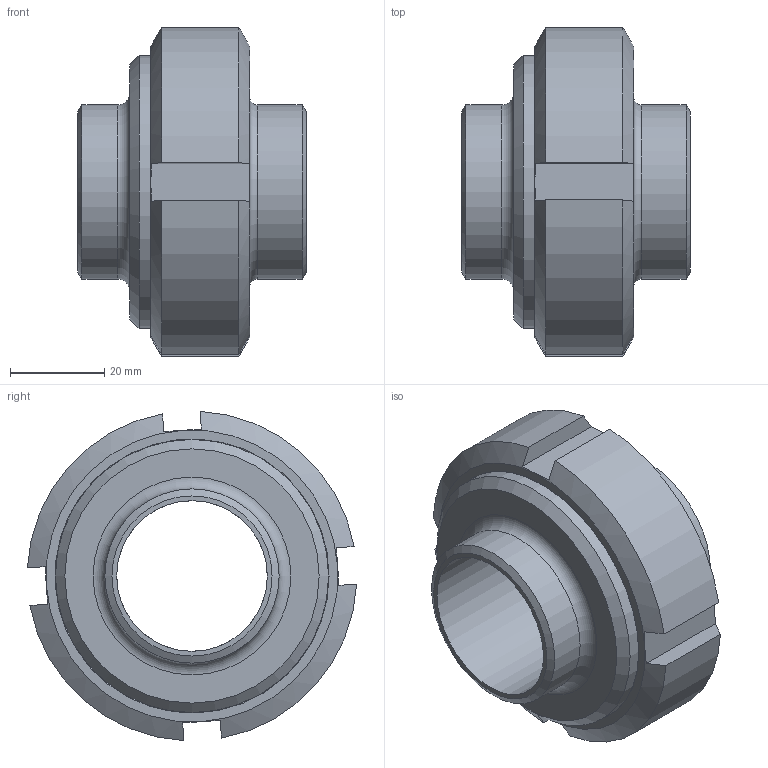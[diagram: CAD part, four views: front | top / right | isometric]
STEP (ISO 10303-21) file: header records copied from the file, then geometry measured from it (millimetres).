
FILE_DESCRIPTION(/* description */ (''),/* implementation_level */ '2;1');
FILE_NAME(/* name */ '20123032000.stp',/* time_stamp */ '2016-03-04T08:44:34+01:00',/* author */ ('Struska'),/* organization */ ('BUPOSPOL'),/* preprocessor_version */ 'ST-DEVELOPER v15.6',/* originating_system */ 'Autodesk Inventor 2015',/* authorisation */ '');
FILE_SCHEMA (('CONFIG_CONTROL_DESIGN'));
Length unit declared in the file: millimetre
Products named in the file (1): 20123032000
Bounding box: 48.5 x 69.91 x 69.91 mm (x, y, z)
Volume: 66348.5 mm3; surface area: 25214.1 mm2
Topology: 1 solids, 2 shells, 58 faces, 124 edges, 78 vertices
Faces by surface type: plane 24, cone 15, cylinder 15, torus 4
Full cylindrical faces by diameter (mm): 32 x2, 36 x1, 37 x2, 41 x1, 42 x1, 48.5 x1, 54.19 x1, 58 x2
Entity records: 1477 total; most frequent: CARTESIAN_POINT 291, DIRECTION 230, ORIENTED_EDGE 194, AXIS2_PLACEMENT_3D 107, EDGE_CURVE 96, EDGE_LOOP 92, VERTEX_POINT 72, STYLED_ITEM 59
